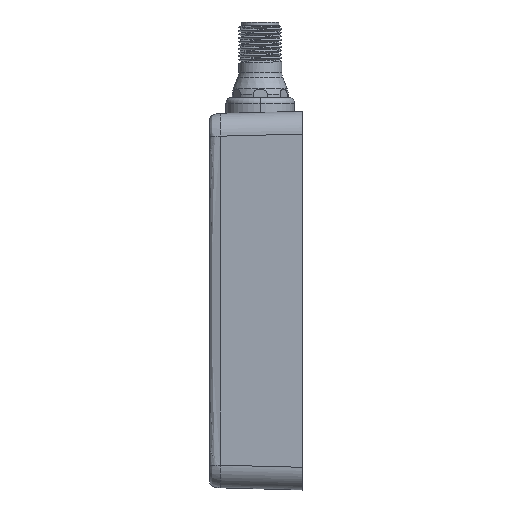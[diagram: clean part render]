
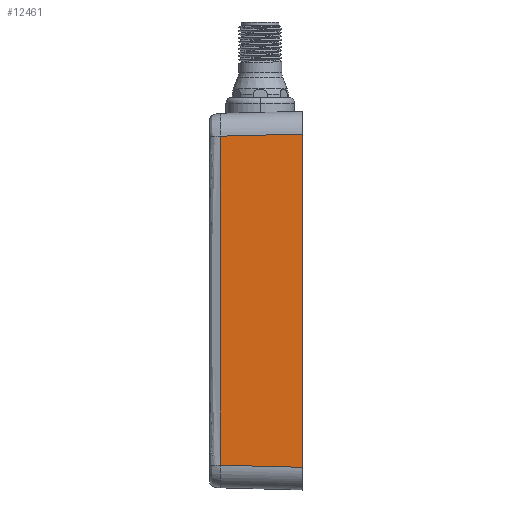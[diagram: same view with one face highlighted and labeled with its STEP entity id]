
A CAD part, left-side view. The second image highlights one B-rep face of the part: STEP entity #12461.
In plain terms, the highlighted planar face has unit normal (-1, 0.026, 0).
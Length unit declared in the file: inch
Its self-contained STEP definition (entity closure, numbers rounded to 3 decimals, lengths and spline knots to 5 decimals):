
#73=CARTESIAN_POINT('',(-3.54528,0.,-1.82115));
#87=DIRECTION('',(0.,0.,-1.));
#88=VECTOR('',#87,3.6423);
#89=CARTESIAN_POINT('',(-3.54528,0.,1.82115));
#90=LINE('',#89,#88);
#103=CARTESIAN_POINT('',(-3.54528,0.,1.82115));
#544=CARTESIAN_POINT('',(-3.52177,0.89773,1.79764));
#926=DIRECTION('',(0.,0.,1.));
#927=VECTOR('',#926,3.59528);
#928=CARTESIAN_POINT('',(-3.52177,0.89773,
-1.79764));
#929=LINE('',#928,#927);
#930=DIRECTION('',(-0.026,-0.999,0.026));
#931=VECTOR('',#930,0.89835);
#932=CARTESIAN_POINT('',(-3.52177,0.89773,1.79764));
#933=LINE('',#932,#931);
#934=DIRECTION('',(-0.026,-0.999,-0.026));
#935=VECTOR('',#934,0.89835);
#936=CARTESIAN_POINT('',(-3.52177,0.89773,
-1.79764));
#937=LINE('',#936,#935);
#11232=VERTEX_POINT('',#103);
#11233=VERTEX_POINT('',#73);
#11256=VERTEX_POINT('',#544);
#11259=CARTESIAN_POINT('',(-3.52177,0.89773,
-1.79764));
#11260=VERTEX_POINT('',#11259);
#12449=CARTESIAN_POINT('',(-3.54528,0.,-2.21683));
#12450=DIRECTION('',(-1.,0.026,0.));
#12451=DIRECTION('',(0.,0.,-1.));
#12452=AXIS2_PLACEMENT_3D('',#12449,#12450,#12451);
#12453=PLANE('',#12452);
#12454=ORIENTED_EDGE('',*,*,#12443,.T.);
#12455=ORIENTED_EDGE('',*,*,#12152,.T.);
#12456=ORIENTED_EDGE('',*,*,#11853,.T.);
#12458=ORIENTED_EDGE('',*,*,#12457,.F.);
#12459=EDGE_LOOP('',(#12454,#12455,#12456,#12458));
#12460=FACE_OUTER_BOUND('',#12459,.F.);
#12461=ADVANCED_FACE('',(#12460),#12453,.T.);
#11853=EDGE_CURVE('',#11232,#11233,#90,.T.);
#12152=EDGE_CURVE('',#11256,#11232,#933,.T.);
#12443=EDGE_CURVE('',#11260,#11256,#929,.T.);
#12457=EDGE_CURVE('',#11260,#11233,#937,.T.);
